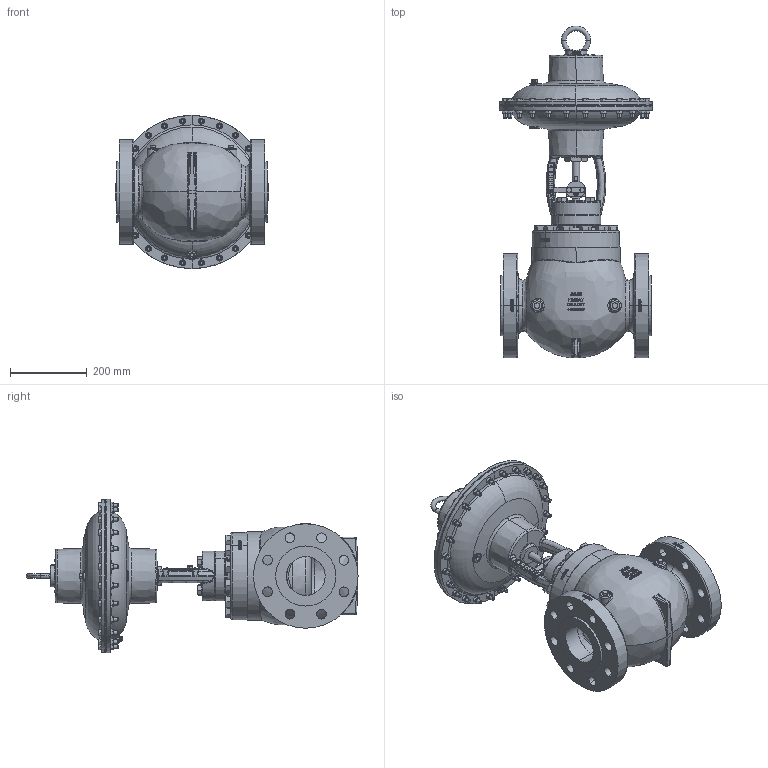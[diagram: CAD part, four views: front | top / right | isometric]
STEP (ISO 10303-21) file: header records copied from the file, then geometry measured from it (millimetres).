
FILE_DESCRIPTION (( 'STEP AP203' ), '1' );
FILE_NAME ('4 INCH HPMV PB 600RF (EGU).step', '2014-01-24T17:06:07', ( 'PCTech' ), ( 'Microsoft' ), 'SwSTEP 2.0', 'SolidWorks 2013', '' );
FILE_SCHEMA (( 'CONFIG_CONTROL_DESIGN' ));
Length unit declared in the file: inch
Products named in the file (1): 4 INCH HPMV PB 600RF (EGU)
Bounding box: 400.05 x 867.49 x 400.05 mm (x, y, z)
Volume: 26153559 mm3; surface area: 1579490 mm2
Topology: 3 solids, 3 shells, 3970 faces, 10026 edges, 6346 vertices
Faces by surface type: plane 1696, bspline 934, cone 715, cylinder 431, torus 146, sphere 48
Entity records: 284806 total; most frequent: CARTESIAN_POINT 199353, ORIENTED_EDGE 19948, DIRECTION 13911, EDGE_CURVE 9974, VERTEX_POINT 6346, AXIS2_PLACEMENT_3D 5164, EDGE_LOOP 4442, B_SPLINE_CURVE_WITH_KNOTS 4183
